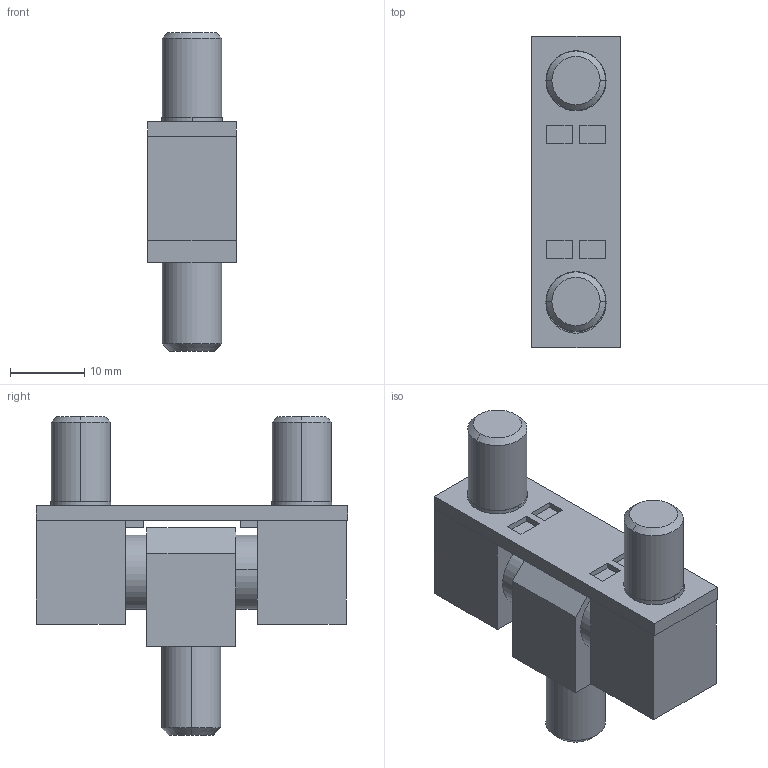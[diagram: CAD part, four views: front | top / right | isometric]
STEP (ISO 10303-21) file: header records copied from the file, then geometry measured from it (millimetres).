
FILE_DESCRIPTION (( 'STEP AP214' ), '1' );
FILE_NAME ('092.3.1.8.180.STEP', '2017-07-18T11:31:28', ( '' ), ( '' ), 'SwSTEP 2.0', 'SolidWorks 2017', '' );
FILE_SCHEMA (( 'AUTOMOTIVE_DESIGN' ));
Length unit declared in the file: millimetre
Products named in the file (8): 2; 5; 3; 7; 4; 1; 092.3.1.8.180; 6
Assembly tree (7 placements, depth 2):
  092.3.1.8.180
    1
    2
    3
    4
    5
    6
    7
Bounding box: 12 x 42 x 43 mm (x, y, z)
Volume: 9363.3 mm3; surface area: 6788.4 mm2
Topology: 7 solids, 7 shells, 121 faces, 268 edges, 172 vertices
Faces by surface type: plane 77, cylinder 30, cone 14
Entity records: 3642 total; most frequent: DIRECTION 596, CARTESIAN_POINT 567, ORIENTED_EDGE 528, EDGE_CURVE 264, AXIS2_PLACEMENT_3D 201, LINE 194, VECTOR 194, VERTEX_POINT 172
